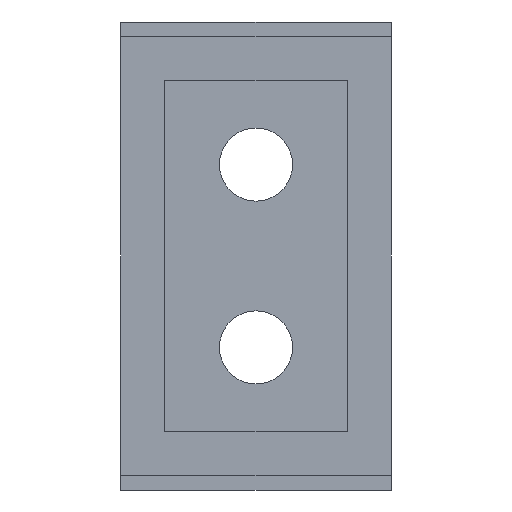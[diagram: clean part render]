
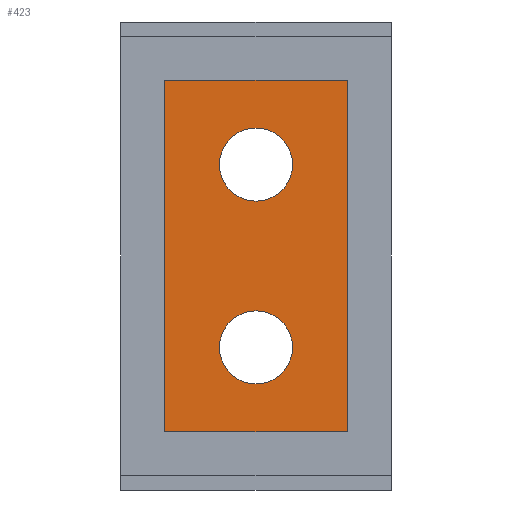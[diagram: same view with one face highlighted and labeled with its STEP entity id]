
A CAD part, front view. The second image highlights one B-rep face of the part: STEP entity #423.
In plain terms, the highlighted planar face has unit normal (0, -1, 0).
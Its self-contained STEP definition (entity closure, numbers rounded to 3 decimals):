
#3 = CIRCLE ( 'NONE', #467, 5. ) ;
#24 = LINE ( 'NONE', #921, #793 ) ;
#43 = CARTESIAN_POINT ( 'NONE',  ( 12.5, -5., 24. ) ) ;
#60 = VECTOR ( 'NONE', #425, 1000. ) ;
#68 = VERTEX_POINT ( 'NONE', #712 ) ;
#71 = CIRCLE ( 'NONE', #614, 5. ) ;
#109 = DIRECTION ( 'NONE',  ( 1., 0., 0. ) ) ;
#111 = ORIENTED_EDGE ( 'NONE', *, *, #383, .T. ) ;
#133 = DIRECTION ( 'NONE',  ( 0., 0., 1. ) ) ;
#158 = ORIENTED_EDGE ( 'NONE', *, *, #957, .F. ) ;
#169 = VECTOR ( 'NONE', #109, 1000. ) ;
#187 = CARTESIAN_POINT ( 'NONE',  ( 0., -5., 7.5 ) ) ;
#196 = EDGE_CURVE ( 'NONE', #481, #68, #843, .T. ) ;
#202 = CARTESIAN_POINT ( 'NONE',  ( 0., -5., 17.5 ) ) ;
#204 = VERTEX_POINT ( 'NONE', #187 ) ;
#210 = ORIENTED_EDGE ( 'NONE', *, *, #758, .F. ) ;
#214 = CARTESIAN_POINT ( 'NONE',  ( 12.5, -5., 24. ) ) ;
#216 = CARTESIAN_POINT ( 'NONE',  ( 0., -5., -12.5 ) ) ;
#217 = VERTEX_POINT ( 'NONE', #293 ) ;
#238 = DIRECTION ( 'NONE',  ( 0., -1., 0. ) ) ;
#293 = CARTESIAN_POINT ( 'NONE',  ( 12.5, -5., -24. ) ) ;
#304 = CARTESIAN_POINT ( 'NONE',  ( 0., -5., -17.5 ) ) ;
#319 = LINE ( 'NONE', #214, #169 ) ;
#336 = CARTESIAN_POINT ( 'NONE',  ( 0., -5., 12.5 ) ) ;
#370 = LINE ( 'NONE', #962, #390 ) ;
#373 = ORIENTED_EDGE ( 'NONE', *, *, #799, .F. ) ;
#381 = EDGE_LOOP ( 'NONE', ( #955, #449, #453, #111 ) ) ;
#383 = EDGE_CURVE ( 'NONE', #982, #517, #370, .T. ) ;
#390 = VECTOR ( 'NONE', #859, 1000. ) ;
#423 = ADVANCED_FACE ( 'NONE', ( #669, #857, #851 ), #446, .F. ) ;
#425 = DIRECTION ( 'NONE',  ( 1., 0., 0. ) ) ;
#430 = CARTESIAN_POINT ( 'NONE',  ( -12.5, -5., -24. ) ) ;
#442 = AXIS2_PLACEMENT_3D ( 'NONE', #216, #797, #697 ) ;
#445 = DIRECTION ( 'NONE',  ( 0., 0., 1. ) ) ;
#446 = PLANE ( 'NONE',  #561 ) ;
#449 = ORIENTED_EDGE ( 'NONE', *, *, #522, .F. ) ;
#453 = ORIENTED_EDGE ( 'NONE', *, *, #609, .F. ) ;
#467 = AXIS2_PLACEMENT_3D ( 'NONE', #336, #238, #133 ) ;
#481 = VERTEX_POINT ( 'NONE', #304 ) ;
#482 = VERTEX_POINT ( 'NONE', #202 ) ;
#499 = DIRECTION ( 'NONE',  ( 0., 0., 1. ) ) ;
#517 = VERTEX_POINT ( 'NONE', #430 ) ;
#518 = CARTESIAN_POINT ( 'NONE',  ( 12.5, -5., -24. ) ) ;
#519 = EDGE_LOOP ( 'NONE', ( #210, #969 ) ) ;
#522 = EDGE_CURVE ( 'NONE', #972, #217, #24, .T. ) ;
#525 = CIRCLE ( 'NONE', #671, 5. ) ;
#547 = DIRECTION ( 'NONE',  ( 0., -1., 0. ) ) ;
#561 = AXIS2_PLACEMENT_3D ( 'NONE', #43, #940, #832 ) ;
#603 = DIRECTION ( 'NONE',  ( 0., -1., 0. ) ) ;
#609 = EDGE_CURVE ( 'NONE', #982, #972, #319, .T. ) ;
#614 = AXIS2_PLACEMENT_3D ( 'NONE', #704, #603, #499 ) ;
#629 = LINE ( 'NONE', #518, #60 ) ;
#652 = CARTESIAN_POINT ( 'NONE',  ( 0., -5., -12.5 ) ) ;
#669 = FACE_BOUND ( 'NONE', #682, .T. ) ;
#671 = AXIS2_PLACEMENT_3D ( 'NONE', #652, #547, #445 ) ;
#682 = EDGE_LOOP ( 'NONE', ( #373, #158 ) ) ;
#697 = DIRECTION ( 'NONE',  ( 0., 0., 1. ) ) ;
#704 = CARTESIAN_POINT ( 'NONE',  ( 0., -5., 12.5 ) ) ;
#712 = CARTESIAN_POINT ( 'NONE',  ( 0., -5., -7.5 ) ) ;
#758 = EDGE_CURVE ( 'NONE', #68, #481, #525, .T. ) ;
#763 = EDGE_CURVE ( 'NONE', #517, #217, #629, .T. ) ;
#793 = VECTOR ( 'NONE', #815, 1000. ) ;
#795 = CARTESIAN_POINT ( 'NONE',  ( -12.5, -5., 24. ) ) ;
#797 = DIRECTION ( 'NONE',  ( 0., -1., 0. ) ) ;
#799 = EDGE_CURVE ( 'NONE', #482, #204, #71, .T. ) ;
#815 = DIRECTION ( 'NONE',  ( 0., 0., -1. ) ) ;
#832 = DIRECTION ( 'NONE',  ( 0., 0., 1. ) ) ;
#843 = CIRCLE ( 'NONE', #442, 5. ) ;
#851 = FACE_OUTER_BOUND ( 'NONE', #381, .T. ) ;
#857 = FACE_BOUND ( 'NONE', #519, .T. ) ;
#859 = DIRECTION ( 'NONE',  ( 0., 0., -1. ) ) ;
#897 = CARTESIAN_POINT ( 'NONE',  ( 12.5, -5., 24. ) ) ;
#921 = CARTESIAN_POINT ( 'NONE',  ( 12.5, -5., 24. ) ) ;
#940 = DIRECTION ( 'NONE',  ( 0., 1., 0. ) ) ;
#955 = ORIENTED_EDGE ( 'NONE', *, *, #763, .T. ) ;
#957 = EDGE_CURVE ( 'NONE', #204, #482, #3, .T. ) ;
#962 = CARTESIAN_POINT ( 'NONE',  ( -12.5, -5., 24. ) ) ;
#969 = ORIENTED_EDGE ( 'NONE', *, *, #196, .F. ) ;
#972 = VERTEX_POINT ( 'NONE', #897 ) ;
#982 = VERTEX_POINT ( 'NONE', #795 ) ;
